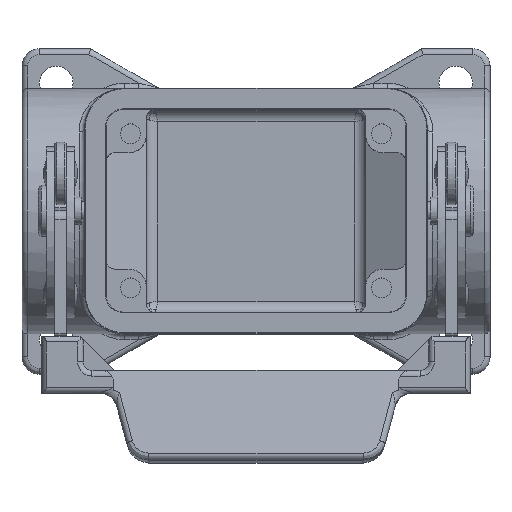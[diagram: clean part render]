
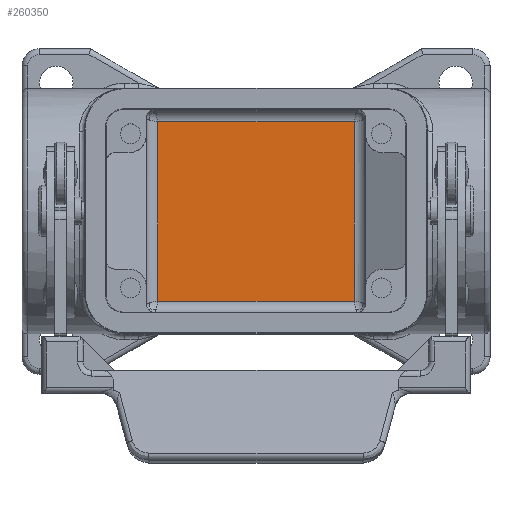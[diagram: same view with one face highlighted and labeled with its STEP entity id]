
A CAD part, top view. The second image highlights one B-rep face of the part: STEP entity #260350.
In plain terms, the highlighted face is planar.
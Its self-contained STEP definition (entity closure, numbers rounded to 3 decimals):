
#59730=CARTESIAN_POINT('',(34.3,-67.6,-6.25));
#59740=VERTEX_POINT('',#59730);
#59770=CARTESIAN_POINT('',(34.3,-67.6,-55.251));
#59780=DIRECTION('',(0.,0.,1.));
#59790=VECTOR('',#59780,1.);
#59800=LINE('',#59770,#59790);
#59810=CARTESIAN_POINT('',(34.3,-67.6,-37.75));
#59820=VERTEX_POINT('',#59810);
#59830=EDGE_CURVE('',#59820,#59740,#59800,.T.);
#259890=CARTESIAN_POINT('',(-0.2,-67.6,-37.75))
;
#259900=VERTEX_POINT('',#259890);
#259930=CARTESIAN_POINT('',(-0.2,-67.6,-55.251))
;
#259940=DIRECTION('',(0.,0.,1.));
#259950=VECTOR('',#259940,1.);
#259960=LINE('',#259930,#259950);
#259970=CARTESIAN_POINT('',(-0.2,-67.6,-6.25))
;
#259980=VERTEX_POINT('',#259970);
#259990=EDGE_CURVE('',#259900,#259980,#259960,.T.);
#260140=CARTESIAN_POINT('',(-17.641,-67.6,-55.251));
#260150=DIRECTION('',(0.,-1.,0.));
#260160=DIRECTION('',(1.,0.,0.));
#260170=AXIS2_PLACEMENT_3D('',#260140,#260150,#260160);
#260180=PLANE('',#260170);
#260190=ORIENTED_EDGE('',*,*,#259990,.T.);
#260200=CARTESIAN_POINT('',(-17.641,-67.6,-37.75));
#260210=DIRECTION('',(-1.,0.,0.));
#260220=VECTOR('',#260210,1.);
#260230=LINE('',#260200,#260220);
#260240=EDGE_CURVE('',#59820,#259900,#260230,.T.);
#260250=ORIENTED_EDGE('',*,*,#260240,.T.);
#260260=ORIENTED_EDGE('',*,*,#59830,.F.);
#260270=CARTESIAN_POINT('',(-17.641,-67.6,-6.25));
#260280=DIRECTION('',(1.,0.,0.));
#260290=VECTOR('',#260280,1.);
#260300=LINE('',#260270,#260290);
#260310=EDGE_CURVE('',#259980,#59740,#260300,.T.);
#260320=ORIENTED_EDGE('',*,*,#260310,.T.);
#260330=EDGE_LOOP('',(#260320,#260260,#260250,#260190));
#260340=FACE_OUTER_BOUND('',#260330,.T.);
#260350=ADVANCED_FACE('',(#260340),#260180,.F.);
